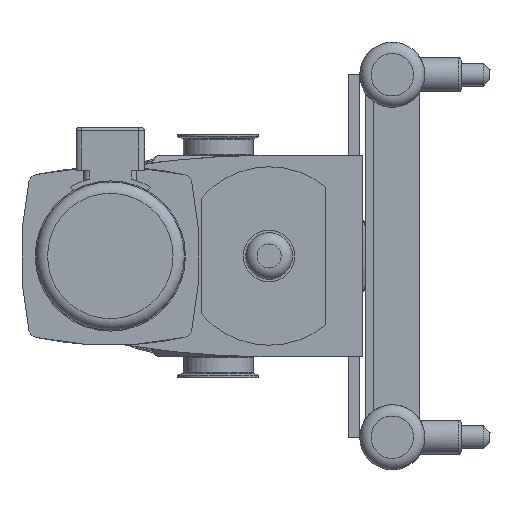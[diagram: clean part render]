
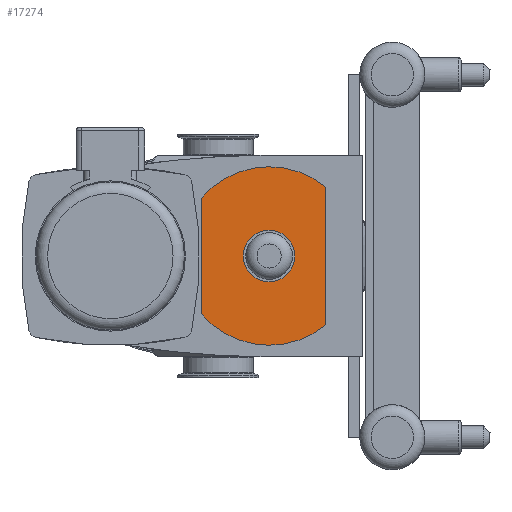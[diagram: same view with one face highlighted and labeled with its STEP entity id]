
A CAD part, left-side view. The second image highlights one B-rep face of the part: STEP entity #17274.
In plain terms, the highlighted planar face has unit normal (-1, 0, 0).
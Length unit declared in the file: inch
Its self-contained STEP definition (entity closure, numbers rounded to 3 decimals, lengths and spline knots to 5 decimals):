
#709=FACE_BOUND('',#5471,.T.);
#879=PLANE('',#18411);
#1583=LINE('',#27084,#2920);
#1587=LINE('',#27094,#2924);
#2920=VECTOR('',#20910,0.3937);
#2924=VECTOR('',#20922,0.3937);
#4426=FACE_OUTER_BOUND('',#5470,.T.);
#5470=EDGE_LOOP('',(#12648,#12649,#12650,#12651));
#5471=EDGE_LOOP('',(#12652));
#6522=CIRCLE('',#18401,1.1405);
#6524=CIRCLE('',#18405,3.937);
#6526=CIRCLE('',#18409,3.937);
#7665=VERTEX_POINT('',#27067);
#7668=VERTEX_POINT('',#27075);
#7669=VERTEX_POINT('',#27077);
#7671=VERTEX_POINT('',#27083);
#7673=VERTEX_POINT('',#27089);
#9527=EDGE_CURVE('',#7665,#7665,#6522,.T.);
#9530=EDGE_CURVE('',#7669,#7668,#6524,.T.);
#9533=EDGE_CURVE('',#7671,#7669,#1583,.T.);
#9536=EDGE_CURVE('',#7673,#7671,#6526,.T.);
#9539=EDGE_CURVE('',#7668,#7673,#1587,.T.);
#12648=ORIENTED_EDGE('',*,*,#9539,.T.);
#12649=ORIENTED_EDGE('',*,*,#9536,.T.);
#12650=ORIENTED_EDGE('',*,*,#9533,.T.);
#12651=ORIENTED_EDGE('',*,*,#9530,.T.);
#12652=ORIENTED_EDGE('',*,*,#9527,.T.);
#17274=ADVANCED_FACE('',(#4426,#709),#879,.F.);
#18401=AXIS2_PLACEMENT_3D('',#27069,#20895,#20896);
#18405=AXIS2_PLACEMENT_3D('',#27078,#20904,#20905);
#18409=AXIS2_PLACEMENT_3D('',#27090,#20916,#20917);
#18411=AXIS2_PLACEMENT_3D('',#27095,#20923,#20924);
#20895=DIRECTION('center_axis',(1.,0.,0.));
#20896=DIRECTION('ref_axis',(0.,0.,
-1.));
#20904=DIRECTION('center_axis',(-1.,0.,0.));
#20905=DIRECTION('ref_axis',(0.,0.635,-0.773));
#20910=DIRECTION('',(0.,0.,1.));
#20916=DIRECTION('center_axis',(-1.,0.,0.));
#20917=DIRECTION('ref_axis',(0.,-0.762,0.648));
#20922=DIRECTION('',(0.,0.,-1.));
#20923=DIRECTION('center_axis',(1.,0.,0.));
#20924=DIRECTION('ref_axis',(0.,0.,
-1.));
#27067=CARTESIAN_POINT('',(-25.872,-2.25,1.1405));
#27069=CARTESIAN_POINT('Origin',(-25.872,-2.25,0.));
#27075=CARTESIAN_POINT('',(-25.872,0.75,2.5495));
#27077=CARTESIAN_POINT('',(-25.872,-4.75,3.04138));
#27078=CARTESIAN_POINT('Origin',(-25.872,-2.25,0.));
#27083=CARTESIAN_POINT('',(-25.872,-4.75,-3.04138));
#27084=CARTESIAN_POINT('',(-25.872,-4.75,3.04138));
#27089=CARTESIAN_POINT('',(-25.872,0.75,-2.5495));
#27090=CARTESIAN_POINT('Origin',(-25.872,-2.25,0.));
#27094=CARTESIAN_POINT('',(-25.872,0.75,-2.5495));
#27095=CARTESIAN_POINT('Origin',(-25.872,-2.10291,0.));
